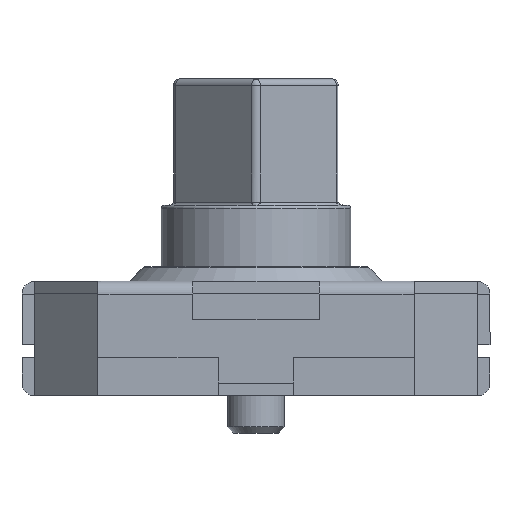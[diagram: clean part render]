
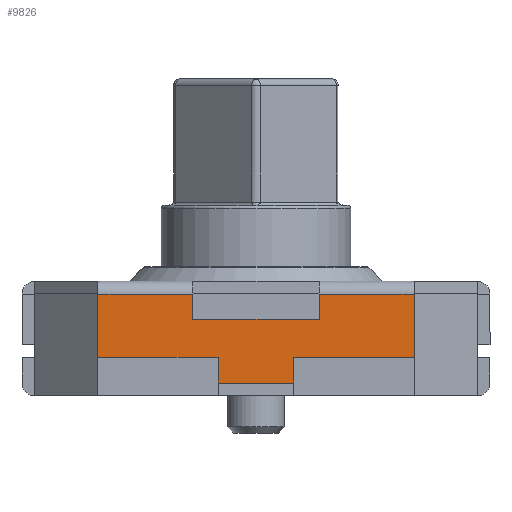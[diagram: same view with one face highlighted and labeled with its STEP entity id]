
A CAD part, front view. The second image highlights one B-rep face of the part: STEP entity #9826.
In plain terms, the highlighted planar face has unit normal (0, -1, 0).
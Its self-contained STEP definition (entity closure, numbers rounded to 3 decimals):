
#60 = CARTESIAN_POINT ( 'NONE',  ( -0.6, -3.7, -0.59 ) ) ;
#242 = DIRECTION ( 'NONE',  ( 1., 0., 0. ) ) ;
#1106 = EDGE_CURVE ( 'NONE', #22329, #8374, #24647, .T. ) ;
#1251 = EDGE_LOOP ( 'NONE', ( #16645, #1438, #6622, #6995, #1340, #17013, #15838, #14028, #20388, #17710, #23404, #17116 ) ) ;
#1340 = ORIENTED_EDGE ( 'NONE', *, *, #24760, .F. ) ;
#1438 = ORIENTED_EDGE ( 'NONE', *, *, #4682, .F. ) ;
#1637 = LINE ( 'NONE', #13158, #6588 ) ;
#1709 = CARTESIAN_POINT ( 'NONE',  ( -1., -3.7, -0.201 ) ) ;
#1829 = LINE ( 'NONE', #17581, #18310 ) ;
#1886 = DIRECTION ( 'NONE',  ( 0., 0., -1. ) ) ;
#2155 = VECTOR ( 'NONE', #1886, 1000. ) ;
#3297 = DIRECTION ( 'NONE',  ( -1., 0., 0. ) ) ;
#3724 = VERTEX_POINT ( 'NONE', #23522 ) ;
#3754 = EDGE_CURVE ( 'NONE', #5430, #3724, #15730, .T. ) ;
#3813 = AXIS2_PLACEMENT_3D ( 'NONE', #6174, #20242, #14042 ) ;
#4360 = CARTESIAN_POINT ( 'NONE',  ( 1., -3.7, 0.199 ) ) ;
#4682 = EDGE_CURVE ( 'NONE', #19802, #7983, #15720, .T. ) ;
#5234 = CARTESIAN_POINT ( 'NONE',  ( 0.6, -3.7, -1.609 ) ) ;
#5430 = VERTEX_POINT ( 'NONE', #10401 ) ;
#5432 = VECTOR ( 'NONE', #9194, 1000. ) ;
#5487 = EDGE_CURVE ( 'NONE', #18663, #22175, #1829, .T. ) ;
#6174 = CARTESIAN_POINT ( 'NONE',  ( 0., -3.7, 0. ) ) ;
#6330 = VECTOR ( 'NONE', #242, 1000. ) ;
#6482 = VECTOR ( 'NONE', #23655, 1000. ) ;
#6560 = LINE ( 'NONE', #16373, #23099 ) ;
#6588 = VECTOR ( 'NONE', #13272, 1000. ) ;
#6622 = ORIENTED_EDGE ( 'NONE', *, *, #17021, .F. ) ;
#6995 = ORIENTED_EDGE ( 'NONE', *, *, #11239, .F. ) ;
#7128 = CARTESIAN_POINT ( 'NONE',  ( -2.5, -3.7, -0.201 ) ) ;
#7738 = LINE ( 'NONE', #7858, #6330 ) ;
#7768 = CARTESIAN_POINT ( 'NONE',  ( -1., -3.7, 0.199 ) ) ;
#7813 = VECTOR ( 'NONE', #16859, 1000. ) ;
#7836 = EDGE_CURVE ( 'NONE', #13281, #5430, #7738, .T. ) ;
#7853 = DIRECTION ( 'NONE',  ( 0., 0., 1. ) ) ;
#7858 = CARTESIAN_POINT ( 'NONE',  ( 2.5, -3.7, -1.2 ) ) ;
#7983 = VERTEX_POINT ( 'NONE', #12656 ) ;
#7989 = DIRECTION ( 'NONE',  ( 1., 0., 0. ) ) ;
#8086 = LINE ( 'NONE', #60, #2155 ) ;
#8374 = VERTEX_POINT ( 'NONE', #8424 ) ;
#8424 = CARTESIAN_POINT ( 'NONE',  ( -0.6, -3.7, -1.609 ) ) ;
#9194 = DIRECTION ( 'NONE',  ( 0., 0., 1. ) ) ;
#9200 = CARTESIAN_POINT ( 'NONE',  ( 0.6, -3.7, -1.2 ) ) ;
#9410 = CARTESIAN_POINT ( 'NONE',  ( -2.5, -3.7, -1.2 ) ) ;
#9735 = DIRECTION ( 'NONE',  ( 1., 0., 0. ) ) ;
#9826 = ADVANCED_FACE ( 'NONE', ( #24032 ), #23911, .F. ) ;
#9965 = DIRECTION ( 'NONE',  ( 1., 0., 0. ) ) ;
#10034 = CARTESIAN_POINT ( 'NONE',  ( 0.6, -3.7, -1.609 ) ) ;
#10401 = CARTESIAN_POINT ( 'NONE',  ( 2.5, -3.7, -1.2 ) ) ;
#11239 = EDGE_CURVE ( 'NONE', #15026, #12031, #13583, .T. ) ;
#11358 = LINE ( 'NONE', #9410, #7813 ) ;
#11428 = DIRECTION ( 'NONE',  ( 0., 0., -1. ) ) ;
#11546 = EDGE_CURVE ( 'NONE', #7983, #3724, #6560, .T. ) ;
#12025 = LINE ( 'NONE', #21319, #21203 ) ;
#12031 = VERTEX_POINT ( 'NONE', #24374 ) ;
#12656 = CARTESIAN_POINT ( 'NONE',  ( 1., -3.7, -0.201 ) ) ;
#12700 = CARTESIAN_POINT ( 'NONE',  ( 0.6, -3.7, -0.59 ) ) ;
#13158 = CARTESIAN_POINT ( 'NONE',  ( -1., -3.7, -0.601 ) ) ;
#13272 = DIRECTION ( 'NONE',  ( 1., 0., 0. ) ) ;
#13281 = VERTEX_POINT ( 'NONE', #9200 ) ;
#13583 = LINE ( 'NONE', #7768, #19350 ) ;
#14028 = ORIENTED_EDGE ( 'NONE', *, *, #23944, .T. ) ;
#14042 = DIRECTION ( 'NONE',  ( 0., 0., 1. ) ) ;
#15026 = VERTEX_POINT ( 'NONE', #1709 ) ;
#15232 = CARTESIAN_POINT ( 'NONE',  ( -2.5, -3.7, -1.2 ) ) ;
#15720 = LINE ( 'NONE', #4360, #17476 ) ;
#15730 = LINE ( 'NONE', #21431, #6482 ) ;
#15838 = ORIENTED_EDGE ( 'NONE', *, *, #5487, .T. ) ;
#16373 = CARTESIAN_POINT ( 'NONE',  ( 0., -3.7, -0.201 ) ) ;
#16645 = ORIENTED_EDGE ( 'NONE', *, *, #11546, .F. ) ;
#16811 = EDGE_CURVE ( 'NONE', #19603, #18663, #11358, .T. ) ;
#16859 = DIRECTION ( 'NONE',  ( 0., 0., -1. ) ) ;
#16929 = VECTOR ( 'NONE', #3297, 1000. ) ;
#17013 = ORIENTED_EDGE ( 'NONE', *, *, #16811, .T. ) ;
#17021 = EDGE_CURVE ( 'NONE', #12031, #19802, #1637, .T. ) ;
#17116 = ORIENTED_EDGE ( 'NONE', *, *, #3754, .T. ) ;
#17476 = VECTOR ( 'NONE', #7853, 1000. ) ;
#17581 = CARTESIAN_POINT ( 'NONE',  ( 2.5, -3.7, -1.2 ) ) ;
#17710 = ORIENTED_EDGE ( 'NONE', *, *, #23501, .T. ) ;
#18310 = VECTOR ( 'NONE', #9735, 1000. ) ;
#18663 = VERTEX_POINT ( 'NONE', #15232 ) ;
#19110 = LINE ( 'NONE', #12700, #5432 ) ;
#19350 = VECTOR ( 'NONE', #11428, 1000. ) ;
#19603 = VERTEX_POINT ( 'NONE', #7128 ) ;
#19802 = VERTEX_POINT ( 'NONE', #20264 ) ;
#20242 = DIRECTION ( 'NONE',  ( 0., 1., 0. ) ) ;
#20264 = CARTESIAN_POINT ( 'NONE',  ( 1., -3.7, -0.601 ) ) ;
#20388 = ORIENTED_EDGE ( 'NONE', *, *, #1106, .F. ) ;
#21203 = VECTOR ( 'NONE', #9965, 1000. ) ;
#21319 = CARTESIAN_POINT ( 'NONE',  ( 0., -3.7, -0.201 ) ) ;
#21431 = CARTESIAN_POINT ( 'NONE',  ( 2.5, -3.7, -0.2 ) ) ;
#22175 = VERTEX_POINT ( 'NONE', #22291 ) ;
#22291 = CARTESIAN_POINT ( 'NONE',  ( -0.6, -3.7, -1.2 ) ) ;
#22329 = VERTEX_POINT ( 'NONE', #10034 ) ;
#23099 = VECTOR ( 'NONE', #7989, 1000. ) ;
#23404 = ORIENTED_EDGE ( 'NONE', *, *, #7836, .T. ) ;
#23501 = EDGE_CURVE ( 'NONE', #22329, #13281, #19110, .T. ) ;
#23522 = CARTESIAN_POINT ( 'NONE',  ( 2.5, -3.7, -0.201 ) ) ;
#23655 = DIRECTION ( 'NONE',  ( 0., 0., 1. ) ) ;
#23911 = PLANE ( 'NONE',  #3813 ) ;
#23944 = EDGE_CURVE ( 'NONE', #22175, #8374, #8086, .T. ) ;
#24032 = FACE_OUTER_BOUND ( 'NONE', #1251, .T. ) ;
#24374 = CARTESIAN_POINT ( 'NONE',  ( -1., -3.7, -0.601 ) ) ;
#24647 = LINE ( 'NONE', #5234, #16929 ) ;
#24760 = EDGE_CURVE ( 'NONE', #19603, #15026, #12025, .T. ) ;
